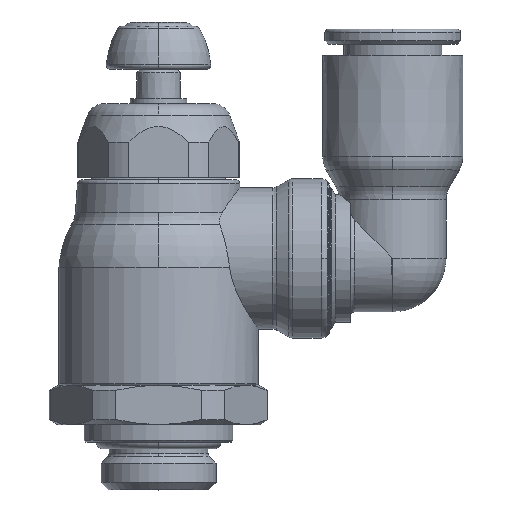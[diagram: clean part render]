
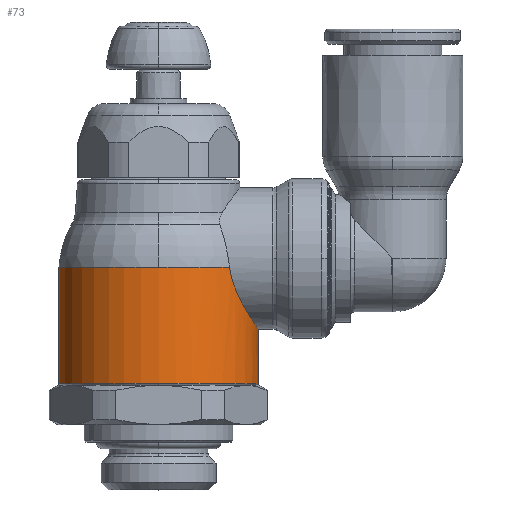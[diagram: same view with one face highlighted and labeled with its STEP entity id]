
A CAD part, top view. The second image highlights one B-rep face of the part: STEP entity #73.
In plain terms, the highlighted cylindrical face has radius 11.4 mm (diameter 22.8 mm), a partial arc.
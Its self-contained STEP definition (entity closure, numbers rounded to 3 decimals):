
#73=ADVANCED_FACE('',(#284),#285,.T.);
#284=FACE_OUTER_BOUND('',#670,.T.);
#285=CYLINDRICAL_SURFACE('',#671,11.4);
#670=EDGE_LOOP('',(#1208,#1209,#1210,#1211,#1212,#1213,#1214));
#671=AXIS2_PLACEMENT_3D('',#1215,#1216,#1217);
#1208=ORIENTED_EDGE('',*,*,#2629,.F.);
#1209=ORIENTED_EDGE('',*,*,#2630,.T.);
#1210=ORIENTED_EDGE('',*,*,#2631,.T.);
#1211=ORIENTED_EDGE('',*,*,#2632,.F.);
#1212=ORIENTED_EDGE('',*,*,#2633,.T.);
#1213=ORIENTED_EDGE('',*,*,#2627,.F.);
#1214=ORIENTED_EDGE('',*,*,#2634,.F.);
#1215=CARTESIAN_POINT('',(0.0,18.8,0.0));
#1216=DIRECTION('',(0.0,1.0,0.0));
#1217=DIRECTION('',(-1.0,0.0,0.0));
#2627=EDGE_CURVE('',#3234,#3236,#3237,.T.);
#2629=EDGE_CURVE('',#3239,#3240,#3241,.T.);
#2630=EDGE_CURVE('',#3239,#3242,#3243,.T.);
#2631=EDGE_CURVE('',#3242,#3244,#3245,.T.);
#2632=EDGE_CURVE('',#3246,#3244,#3247,.T.);
#2633=EDGE_CURVE('',#3246,#3236,#3248,.T.);
#2634=EDGE_CURVE('',#3240,#3234,#3249,.T.);
#3234=VERTEX_POINT('',#4087);
#3236=VERTEX_POINT('',#4089);
#3237=CIRCLE('',#4090,11.4);
#3239=VERTEX_POINT('',#4121);
#3240=VERTEX_POINT('',#4122);
#3241=LINE('',#4123,#4124);
#3242=VERTEX_POINT('',#4125);
#3243=CIRCLE('',#4126,11.4);
#3244=VERTEX_POINT('',#4127);
#3245=CIRCLE('',#4128,11.4);
#3246=VERTEX_POINT('',#4129);
#3247=LINE('',#4130,#4131);
#3248=B_SPLINE_CURVE_WITH_KNOTS('',3,(#4132,#4133,#4134,#4135,#4136,#4137,#4138,#4139,#4140,#4141,#4142,#4143,#4144,#4145,#4146,#4147,#4148,#4149,#4150,#4151,#4152,#4153,#4154,#4155,#4156,#4157,#4158,#4159,#4160,#4161,#4162,#4163,#4164,#4165),.UNSPECIFIED.,.F.,.F.,(4,2,2,2,2,2,2,2,2,2,2,2,2,2,2,2,4),(0.0,1.608,3.216,4.824,6.432,8.015,9.599,11.182,12.766,14.349,15.933,17.517,19.1,20.708,22.316,23.924,25.532),.UNSPECIFIED.);
#3249=CIRCLE('',#4166,11.4);
#4087=CARTESIAN_POINT('',(0.,25.45,11.4));
#4089=CARTESIAN_POINT('',(8.111,25.45,8.01));
#4090=AXIS2_PLACEMENT_3D('',#5844,#5845,#5846);
#4121=CARTESIAN_POINT('',(-11.4,12.15,0.0));
#4122=CARTESIAN_POINT('',(-11.4,25.45,0.));
#4123=CARTESIAN_POINT('',(-11.4,18.8,0.));
#4124=VECTOR('',#5847,1.0);
#4125=CARTESIAN_POINT('',(0.,12.15,11.4));
#4126=AXIS2_PLACEMENT_3D('',#5848,#5849,#5850);
#4127=CARTESIAN_POINT('',(11.4,12.15,0.));
#4128=AXIS2_PLACEMENT_3D('',#5851,#5852,#5853);
#4129=CARTESIAN_POINT('',(11.4,18.395,0.));
#4130=CARTESIAN_POINT('',(11.4,18.8,0.));
#4131=VECTOR('',#5854,1.0);
#4132=CARTESIAN_POINT('',(8.047,26.47,-8.075));
#4133=CARTESIAN_POINT('',(8.047,25.934,-8.075));
#4134=CARTESIAN_POINT('',(8.102,25.392,-8.021));
#4135=CARTESIAN_POINT('',(8.31,24.333,-7.806));
#4136=CARTESIAN_POINT('',(8.461,23.816,-7.645));
#4137=CARTESIAN_POINT('',(8.819,22.833,-7.229));
#4138=CARTESIAN_POINT('',(9.025,22.367,-6.974));
#4139=CARTESIAN_POINT('',(9.448,21.506,-6.39));
#4140=CARTESIAN_POINT('',(9.664,21.111,-6.061));
#4141=CARTESIAN_POINT('',(10.067,20.415,-5.364));
#4142=CARTESIAN_POINT('',(10.269,20.086,-4.972));
#4143=CARTESIAN_POINT('',(10.643,19.5,-4.111));
#4144=CARTESIAN_POINT('',(10.815,19.243,-3.642));
#4145=CARTESIAN_POINT('',(11.099,18.824,-2.651));
#4146=CARTESIAN_POINT('',(11.212,18.662,-2.129));
#4147=CARTESIAN_POINT('',(11.363,18.448,-1.068));
#4148=CARTESIAN_POINT('',(11.4,18.395,-0.528));
#4149=CARTESIAN_POINT('',(11.4,18.395,0.528));
#4150=CARTESIAN_POINT('',(11.363,18.448,1.068));
#4151=CARTESIAN_POINT('',(11.212,18.662,2.129));
#4152=CARTESIAN_POINT('',(11.099,18.824,2.651));
#4153=CARTESIAN_POINT('',(10.815,19.243,3.642));
#4154=CARTESIAN_POINT('',(10.643,19.5,4.111));
#4155=CARTESIAN_POINT('',(10.269,20.086,4.972));
#4156=CARTESIAN_POINT('',(10.067,20.415,5.364));
#4157=CARTESIAN_POINT('',(9.664,21.111,6.061));
#4158=CARTESIAN_POINT('',(9.448,21.506,6.39));
#4159=CARTESIAN_POINT('',(9.025,22.367,6.974));
#4160=CARTESIAN_POINT('',(8.819,22.833,7.229));
#4161=CARTESIAN_POINT('',(8.461,23.816,7.645));
#4162=CARTESIAN_POINT('',(8.31,24.333,7.806));
#4163=CARTESIAN_POINT('',(8.102,25.392,8.021));
#4164=CARTESIAN_POINT('',(8.047,25.934,8.075));
#4165=CARTESIAN_POINT('',(8.047,26.47,8.075));
#4166=AXIS2_PLACEMENT_3D('',#5855,#5856,#5857);
#5844=CARTESIAN_POINT('',(0.0,25.45,0.0));
#5845=DIRECTION('',(0.0,1.0,0.0));
#5846=DIRECTION('',(-1.0,0.0,0.0));
#5847=DIRECTION('',(0.0,1.0,0.0));
#5848=CARTESIAN_POINT('',(0.0,12.15,0.0));
#5849=DIRECTION('',(0.0,1.0,0.0));
#5850=DIRECTION('',(-1.0,0.0,0.0));
#5851=CARTESIAN_POINT('',(0.0,12.15,0.0));
#5852=DIRECTION('',(0.0,1.0,0.0));
#5853=DIRECTION('',(-1.0,0.0,0.0));
#5854=DIRECTION('',(-0.0,-1.0,-0.0));
#5855=CARTESIAN_POINT('',(0.0,25.45,0.0));
#5856=DIRECTION('',(0.0,1.0,0.0));
#5857=DIRECTION('',(-1.0,0.0,0.0));
